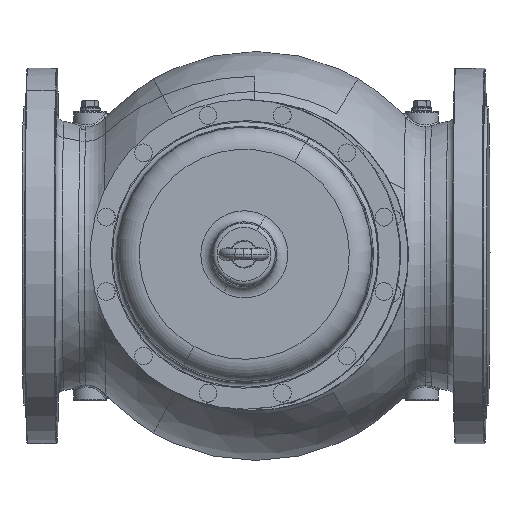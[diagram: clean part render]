
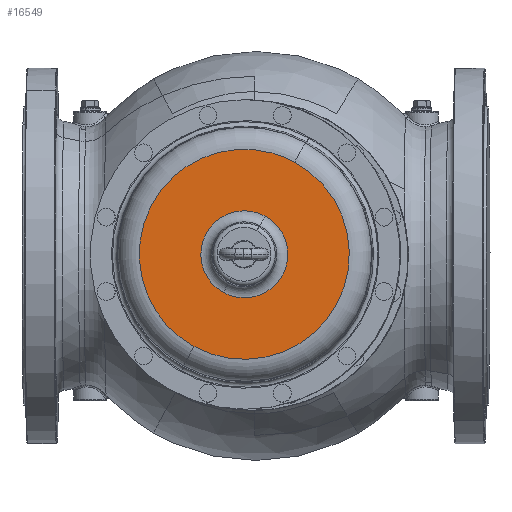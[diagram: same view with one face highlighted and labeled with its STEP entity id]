
A CAD part, top view. The second image highlights one B-rep face of the part: STEP entity #16549.
In plain terms, the highlighted planar face has unit normal (-0.012, 0, 1).
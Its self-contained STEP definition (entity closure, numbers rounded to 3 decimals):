
#16482=DIRECTION('Axis2P3D Direction',(0.012,0.,-1.)) ;
#16523=DIRECTION('Axis2P3D Direction',(0.012,0.,-1.)) ;
#16524=DIRECTION('Axis2P3D XDirection',(1.,0.,0.012)) ;
#16532=DIRECTION('Axis2P3D Direction',(0.012,0.,-1.)) ;
#16541=DIRECTION('Axis2P3D Direction',(0.012,0.,-1.)) ;
#16471=CARTESIAN_POINT('Vertex',(-56.102,-83.354,883.392)) ;
#16478=CARTESIAN_POINT('Vertex',(34.965,83.354,884.481)) ;
#16481=CARTESIAN_POINT('Axis2P3D Location',(-10.568,0.,883.937)) ;
#16499=CARTESIAN_POINT('Control Point',(-56.102,-83.354,883.392)) ;
#16500=CARTESIAN_POINT('Control Point',(-69.194,-76.201,883.236)) ;
#16501=CARTESIAN_POINT('Control Point',(-80.882,-66.477,883.096)) ;
#16502=CARTESIAN_POINT('Control Point',(-90.49,-54.548,882.981)) ;
#16503=CARTESIAN_POINT('Control Point',(-104.512,-27.566,882.814)) ;
#16504=CARTESIAN_POINT('Control Point',(-107.29,2.716,882.78)) ;
#16505=CARTESIAN_POINT('Control Point',(-105.65,17.946,882.8)) ;
#16506=CARTESIAN_POINT('Control Point',(-96.487,46.941,882.91)) ;
#16507=CARTESIAN_POINT('Control Point',(-77.041,70.318,883.142)) ;
#16508=CARTESIAN_POINT('Control Point',(-65.113,79.927,883.285)) ;
#16509=CARTESIAN_POINT('Control Point',(-38.132,93.95,883.607)) ;
#16510=CARTESIAN_POINT('Control Point',(-7.853,96.729,883.969)) ;
#16511=CARTESIAN_POINT('Control Point',(7.376,95.088,884.151)) ;
#16512=CARTESIAN_POINT('Control Point',(21.872,90.506,884.325)) ;
#16513=CARTESIAN_POINT('Control Point',(34.965,83.354,884.481)) ;
#16522=CARTESIAN_POINT('Axis2P3D Location',(-10.568,-94.981,883.937)) ;
#16531=CARTESIAN_POINT('Axis2P3D Location',(-10.568,0.,883.937)) ;
#16535=CARTESIAN_POINT('Vertex',(8.296,34.533,884.162)) ;
#16537=CARTESIAN_POINT('Vertex',(-29.433,-34.533,883.711)) ;
#16540=CARTESIAN_POINT('Axis2P3D Location',(-10.568,0.,883.937)) ;
#16483=AXIS2_PLACEMENT_3D('Circle Axis2P3D',#16481,#16482,$) ;
#16525=AXIS2_PLACEMENT_3D('Plane Axis2P3D',#16522,#16523,#16524) ;
#16533=AXIS2_PLACEMENT_3D('Circle Axis2P3D',#16531,#16532,$) ;
#16542=AXIS2_PLACEMENT_3D('Circle Axis2P3D',#16540,#16541,$) ;
#16548=FACE_BOUND('',#16545,.T.) ;
#16485=EDGE_CURVE('',#16479,#16472,#16484,.T.) ;
#16514=EDGE_CURVE('',#16472,#16479,#16498,.T.) ;
#16539=EDGE_CURVE('',#16536,#16538,#16534,.T.) ;
#16544=EDGE_CURVE('',#16538,#16536,#16543,.T.) ;
#16526=PLANE('Plane',#16525) ;
#16528=ORIENTED_EDGE('',*,*,#16514,.F.) ;
#16529=ORIENTED_EDGE('',*,*,#16485,.F.) ;
#16546=ORIENTED_EDGE('',*,*,#16539,.T.) ;
#16547=ORIENTED_EDGE('',*,*,#16544,.T.) ;
#16549=ADVANCED_FACE('Hauptk\X2\00F6\X0\rper',(#16530,#16548),#16526,.F.) ;
#16484=CIRCLE('generated circle',#16483,94.981) ;
#16534=CIRCLE('generated circle',#16533,39.351) ;
#16543=CIRCLE('generated circle',#16542,39.351) ;
#16472=VERTEX_POINT('',#16471) ;
#16479=VERTEX_POINT('',#16478) ;
#16536=VERTEX_POINT('',#16535) ;
#16538=VERTEX_POINT('',#16537) ;
#16498=B_SPLINE_CURVE_WITH_KNOTS('',5,(#16499,#16500,#16501,#16502,#16503,#16504,#16505,#16506,#16507,#16508,#16509,#16510,#16511,#16512,#16513),.UNSPECIFIED.,.F.,.U.,(6,3,3,3,6),(-149.196,-74.598,0.,74.598,149.196),.UNSPECIFIED.) ;
#16527=EDGE_LOOP('',(#16528,#16529)) ;
#16545=EDGE_LOOP('',(#16546,#16547)) ;
#16530=FACE_OUTER_BOUND('',#16527,.T.) ;
